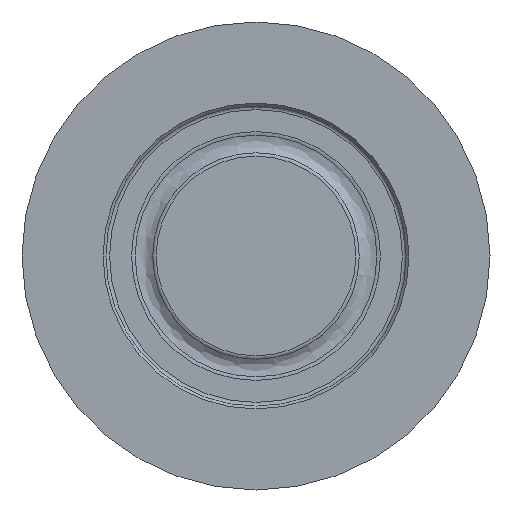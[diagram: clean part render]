
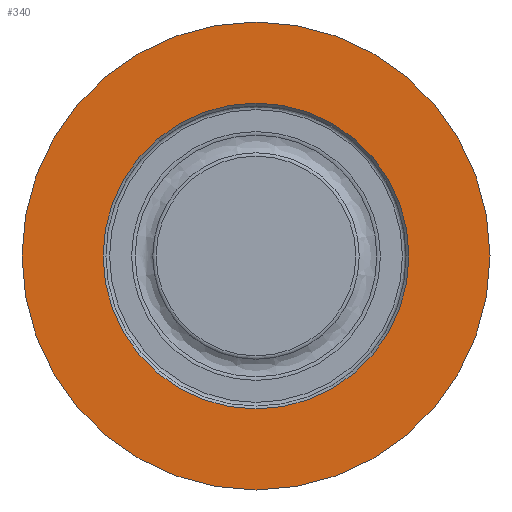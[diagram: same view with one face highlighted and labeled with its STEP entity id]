
A CAD part, left-side view. The second image highlights one B-rep face of the part: STEP entity #340.
In plain terms, the highlighted planar face has unit normal (-1, 0, 0).
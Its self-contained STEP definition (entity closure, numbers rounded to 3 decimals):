
#306=CARTESIAN_POINT('',(-11.5,16.5,0.0));
#307=VERTEX_POINT('',#306);
#308=CARTESIAN_POINT('',(-11.5,0.0,0.0));
#309=DIRECTION('',(1.0,0.0,0.0));
#310=DIRECTION('',(0.0,1.0,0.0));
#311=AXIS2_PLACEMENT_3D('',#308,#309,#310);
#312=CIRCLE('',#311,16.5);
#313=EDGE_CURVE('',#307,#307,#312,.T.);
#321=CARTESIAN_POINT('',(-11.5,20.875,0.0));
#322=DIRECTION('',(-1.0,0.0,0.0));
#323=DIRECTION('',(0.0,0.0,1.0));
#324=AXIS2_PLACEMENT_3D('',#321,#322,#323);
#325=PLANE('',#324);
#326=CARTESIAN_POINT('',(-11.5,25.25,0.0));
#327=VERTEX_POINT('',#326);
#328=CARTESIAN_POINT('',(-11.5,0.0,0.0));
#329=DIRECTION('',(1.0,0.0,0.0));
#330=DIRECTION('',(0.0,1.0,0.0));
#331=AXIS2_PLACEMENT_3D('',#328,#329,#330);
#332=CIRCLE('',#331,25.25);
#333=EDGE_CURVE('',#327,#327,#332,.T.);
#334=ORIENTED_EDGE('',*,*,#333,.F.);
#335=EDGE_LOOP('',(#334));
#336=FACE_OUTER_BOUND('',#335,.T.);
#337=ORIENTED_EDGE('',*,*,#313,.T.);
#338=EDGE_LOOP('',(#337));
#339=FACE_BOUND('',#338,.T.);
#340=ADVANCED_FACE('',(#336,#339),#325,.T.);
